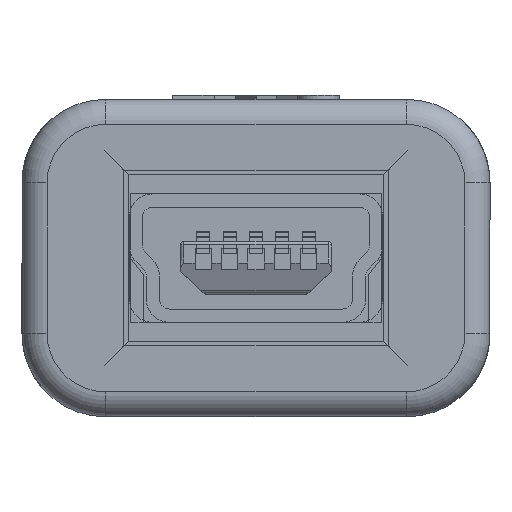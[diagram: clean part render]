
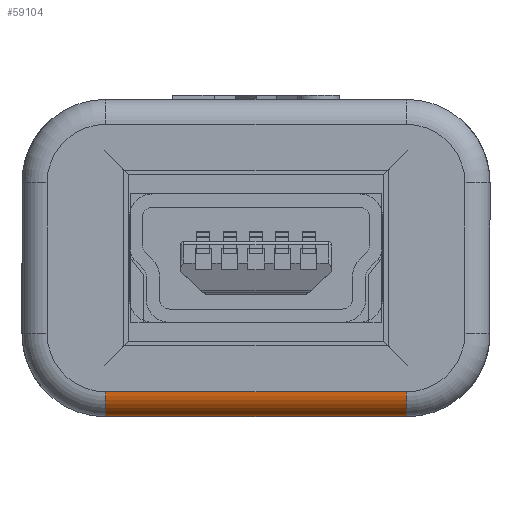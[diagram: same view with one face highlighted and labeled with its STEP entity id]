
A CAD part, front view. The second image highlights one B-rep face of the part: STEP entity #59104.
In plain terms, the highlighted cylindrical face has radius 0.762 mm (diameter 1.524 mm), a partial arc.
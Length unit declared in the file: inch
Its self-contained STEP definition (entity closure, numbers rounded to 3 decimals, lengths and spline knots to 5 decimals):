
#4273 = CARTESIAN_POINT ( 'NONE',  ( -0.18, -0.19, -0.03 ) ) ;
#7934 = DIRECTION ( 'NONE',  ( -1., 0., 0. ) ) ;
#7936 = VECTOR ( 'NONE', #7934, 39.37008 ) ;
#7937 = CARTESIAN_POINT ( 'NONE',  ( -0.18, -0.19, -0.03 ) ) ;
#7939 = LINE ( 'NONE', #7937, #7936 ) ;
#8501 = DIRECTION ( 'NONE',  ( 1., 0., 0. ) ) ;
#8503 = VECTOR ( 'NONE', #8501, 39.37008 ) ;
#8504 = CARTESIAN_POINT ( 'NONE',  ( 0.18, -0.16, 0. ) ) ;
#8506 = LINE ( 'NONE', #8504, #8503 ) ;
#8519 = CARTESIAN_POINT ( 'NONE',  ( -0.18, -0.16, 0. ) ) ;
#8657 = CARTESIAN_POINT ( 'NONE',  ( 0.18, -0.16, 0. ) ) ;
#14183 = DIRECTION ( 'NONE',  ( 0., 0., -1. ) ) ;
#14184 = DIRECTION ( 'NONE',  ( 1., 0., 0. ) ) ;
#14185 = CARTESIAN_POINT ( 'NONE',  ( -0.18, -0.16, -0.03 ) ) ;
#14186 = AXIS2_PLACEMENT_3D ( 'NONE', #14185, #14184, #14183 ) ;
#14187 = CIRCLE ( 'NONE', #14186, 0.03 ) ;
#14194 = DIRECTION ( 'NONE',  ( 0., 0., 1. ) ) ;
#14195 = DIRECTION ( 'NONE',  ( -1., 0., 0. ) ) ;
#14196 = CARTESIAN_POINT ( 'NONE',  ( 0.18, -0.16, -0.03 ) ) ;
#14197 = AXIS2_PLACEMENT_3D ( 'NONE', #14196, #14195, #14194 ) ;
#14198 = CYLINDRICAL_SURFACE ( 'NONE', #14197, 0.03 ) ;
#14199 = FACE_OUTER_BOUND ( 'NONE', #59107, .T. ) ;
#14263 = DIRECTION ( 'NONE',  ( 0., 0., -1. ) ) ;
#14264 = DIRECTION ( 'NONE',  ( 1., 0., 0. ) ) ;
#14265 = CARTESIAN_POINT ( 'NONE',  ( 0.18, -0.16, -0.03 ) ) ;
#14266 = AXIS2_PLACEMENT_3D ( 'NONE', #14265, #14264, #14263 ) ;
#14309 = CIRCLE ( 'NONE', #14266, 0.03 ) ;
#38946 = VERTEX_POINT ( 'NONE', #57430 ) ;
#40747 = VERTEX_POINT ( 'NONE', #4273 ) ;
#46394 = EDGE_CURVE ( 'NONE', #38946, #40747, #7939, .T. ) ;
#46646 = VERTEX_POINT ( 'NONE', #8519 ) ;
#46656 = EDGE_CURVE ( 'NONE', #46646, #46700, #8506, .T. ) ;
#46700 = VERTEX_POINT ( 'NONE', #8657 ) ;
#57430 = CARTESIAN_POINT ( 'NONE',  ( 0.18, -0.19, -0.03 ) ) ;
#59083 = EDGE_CURVE ( 'NONE', #46646, #40747, #14187, .T. ) ;
#59104 = ADVANCED_FACE ( 'NONE', ( #14199 ), #14198, .T. ) ;
#59107 = EDGE_LOOP ( 'NONE', ( #59108, #59141, #59143, #59147 ) ) ;
#59108 = ORIENTED_EDGE ( 'NONE', *, *, #59083, .T. ) ;
#59141 = ORIENTED_EDGE ( 'NONE', *, *, #46394, .F. ) ;
#59143 = ORIENTED_EDGE ( 'NONE', *, *, #59144, .F. ) ;
#59144 = EDGE_CURVE ( 'NONE', #46700, #38946, #14309, .T. ) ;
#59147 = ORIENTED_EDGE ( 'NONE', *, *, #46656, .F. ) ;
